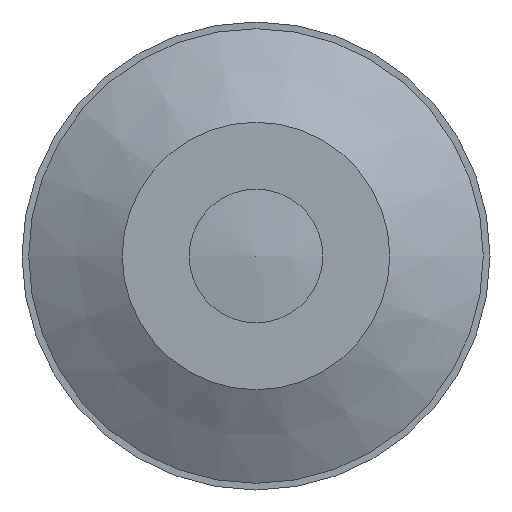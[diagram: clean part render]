
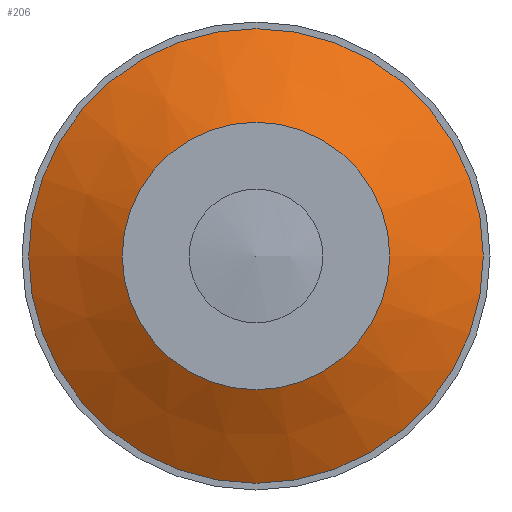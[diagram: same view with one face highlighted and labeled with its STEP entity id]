
A CAD part, left-side view. The second image highlights one B-rep face of the part: STEP entity #206.
In plain terms, the highlighted conical face has half-angle 60.876 degrees and reference radius 13.5 mm.
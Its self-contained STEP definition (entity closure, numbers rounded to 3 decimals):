
#206=ADVANCED_FACE('',(#393,#395),#397,.T.);
#393=FACE_OUTER_BOUND('',#394,.T.);
#394=EDGE_LOOP('',(#460));
#395=FACE_OUTER_BOUND('',#396,.T.);
#396=EDGE_LOOP('',(#461));
#397=CONICAL_SURFACE('',#398,13.5,1.062);
#398=AXIS2_PLACEMENT_3D('',#399,#400,#401);
#399=CARTESIAN_POINT('',(-28.007,-19.466,0.));
#400=DIRECTION('',(1.,0.,0.));
#401=DIRECTION('',(0.,1.,0.));
#460=ORIENTED_EDGE('',*,*,#483,.T.);
#461=ORIENTED_EDGE('',*,*,#484,.F.);
#483=EDGE_CURVE('',#519,#519,#520,.T.);
#484=EDGE_CURVE('',#521,#521,#522,.T.);
#519=VERTEX_POINT('',#607);
#520=CIRCLE('',#608,17.);
#521=VERTEX_POINT('',#612);
#522=CIRCLE('',#613,10.);
#607=CARTESIAN_POINT('',(-26.057,-36.466,0.));
#608=AXIS2_PLACEMENT_3D('',#609,#610,#611);
#609=CARTESIAN_POINT('',(-26.057,-19.466,0.));
#610=DIRECTION('',(-1.,0.,0.));
#611=DIRECTION('',(0.,-1.,0.));
#612=CARTESIAN_POINT('',(-29.957,-29.466,0.));
#613=AXIS2_PLACEMENT_3D('',#614,#615,#616);
#614=CARTESIAN_POINT('',(-29.957,-19.466,0.));
#615=DIRECTION('',(-1.,0.,0.));
#616=DIRECTION('',(0.,-1.,0.));
